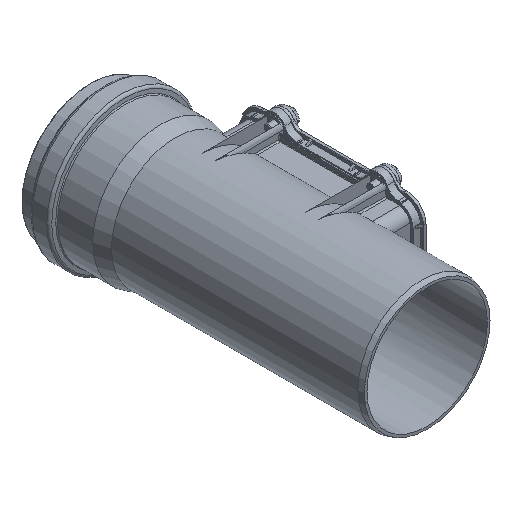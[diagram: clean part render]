
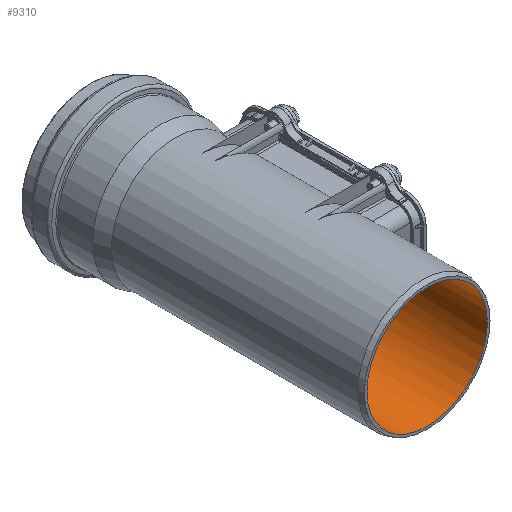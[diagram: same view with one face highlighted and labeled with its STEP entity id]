
A CAD part, isometric view. The second image highlights one B-rep face of the part: STEP entity #9310.
In plain terms, the highlighted cylindrical face has radius 93.95 mm (diameter 187.9 mm), a full revolution.
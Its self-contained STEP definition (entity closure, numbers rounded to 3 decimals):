
#159=FACE_BOUND('',#3259,.T.);
#160=FACE_BOUND('',#3260,.T.);
#554=B_SPLINE_CURVE_WITH_KNOTS('',3,(#14242,#14243,#14244,#14245,#14246,
#14247,#14248,#14249,#14250,#14251,#14252,#14253),.UNSPECIFIED.,.F.,.F.,
(4,2,2,2,2,4),(0.,0.209,0.418,0.837,
1.453,2.069),.UNSPECIFIED.);
#555=B_SPLINE_CURVE_WITH_KNOTS('',3,(#14265,#14266,#14267,#14268,#14269,
#14270,#14271,#14272,#14273,#14274,#14275,#14276),.UNSPECIFIED.,.F.,.F.,
(4,2,2,2,2,4),(-2.069,-1.453,-0.837,-0.418,
-0.209,0.),.UNSPECIFIED.);
#556=B_SPLINE_CURVE_WITH_KNOTS('',3,(#14280,#14281,#14282,#14283,#14284,
#14285,#14286,#14287,#14288,#14289,#14290,#14291),.UNSPECIFIED.,.F.,.F.,
(4,2,2,2,2,4),(1.899,2.515,3.131,3.549,
3.759,3.968),.UNSPECIFIED.);
#557=B_SPLINE_CURVE_WITH_KNOTS('',3,(#14301,#14302,#14303,#14304,#14305,
#14306,#14307,#14308,#14309,#14310,#14311,#14312),.UNSPECIFIED.,.F.,.F.,
(4,2,2,2,2,4),(3.968,4.177,4.386,4.804,
5.42,6.036),.UNSPECIFIED.);
#814=LINE('',#14257,#1722);
#820=LINE('',#14299,#1728);
#1722=VECTOR('',#11280,228.1);
#1728=VECTOR('',#11300,228.1);
#2499=CYLINDRICAL_SURFACE('',#9978,93.95);
#2705=FACE_OUTER_BOUND('',#3258,.T.);
#3258=EDGE_LOOP('',(#7068));
#3259=EDGE_LOOP('',(#7069,#7070,#7071,#7072,#7073,#7074,#7075,#7076));
#3260=EDGE_LOOP('',(#7077));
#3843=CIRCLE('',#9960,93.95);
#3844=CIRCLE('',#9964,93.95);
#3846=CIRCLE('',#9977,93.95);
#3847=CIRCLE('',#9979,93.95);
#4286=VERTEX_POINT('',#14238);
#4287=VERTEX_POINT('',#14240);
#4288=VERTEX_POINT('',#14255);
#4289=VERTEX_POINT('',#14259);
#4290=VERTEX_POINT('',#14263);
#4291=VERTEX_POINT('',#14278);
#4292=VERTEX_POINT('',#14293);
#4293=VERTEX_POINT('',#14297);
#4295=VERTEX_POINT('',#14329);
#4296=VERTEX_POINT('',#14332);
#5318=EDGE_CURVE('',#4286,#4287,#554,.T.);
#5320=EDGE_CURVE('',#4288,#4286,#814,.T.);
#5322=EDGE_CURVE('',#4287,#4289,#3843,.T.);
#5324=EDGE_CURVE('',#4290,#4288,#555,.T.);
#5326=EDGE_CURVE('',#4289,#4291,#556,.T.);
#5328=EDGE_CURVE('',#4292,#4290,#3844,.T.);
#5330=EDGE_CURVE('',#4291,#4293,#820,.T.);
#5331=EDGE_CURVE('',#4293,#4292,#557,.T.);
#5338=EDGE_CURVE('',#4295,#4295,#3846,.T.);
#5339=EDGE_CURVE('',#4296,#4296,#3847,.T.);
#7068=ORIENTED_EDGE('',*,*,#5338,.T.);
#7069=ORIENTED_EDGE('',*,*,#5318,.T.);
#7070=ORIENTED_EDGE('',*,*,#5322,.T.);
#7071=ORIENTED_EDGE('',*,*,#5326,.T.);
#7072=ORIENTED_EDGE('',*,*,#5330,.T.);
#7073=ORIENTED_EDGE('',*,*,#5331,.T.);
#7074=ORIENTED_EDGE('',*,*,#5328,.T.);
#7075=ORIENTED_EDGE('',*,*,#5324,.T.);
#7076=ORIENTED_EDGE('',*,*,#5320,.T.);
#7077=ORIENTED_EDGE('',*,*,#5339,.F.);
#9310=ADVANCED_FACE('',(#2705,#159,#160),#2499,.F.);
#9960=AXIS2_PLACEMENT_3D('',#14261,#11284,#11285);
#9964=AXIS2_PLACEMENT_3D('',#14295,#11295,#11296);
#9977=AXIS2_PLACEMENT_3D('',#14330,#11328,#11329);
#9978=AXIS2_PLACEMENT_3D('',#14331,#11330,#11331);
#9979=AXIS2_PLACEMENT_3D('',#14333,#11332,#11333);
#11280=DIRECTION('',(0.,1.,0.));
#11284=DIRECTION('center_axis',(0.,-1.,0.));
#11285=DIRECTION('ref_axis',(1.,0.,0.));
#11295=DIRECTION('center_axis',(0.,1.,0.));
#11296=DIRECTION('ref_axis',(1.,0.,0.));
#11300=DIRECTION('',(0.,-1.,0.));
#11328=DIRECTION('center_axis',(0.,-1.,0.));
#11329=DIRECTION('ref_axis',(1.,0.,0.));
#11330=DIRECTION('center_axis',(0.,-1.,0.));
#11331=DIRECTION('ref_axis',(1.,0.,0.));
#11332=DIRECTION('center_axis',(0.,-1.,0.));
#11333=DIRECTION('ref_axis',(1.,0.,0.));
#14238=CARTESIAN_POINT('',(56.583,374.15,-75.));
#14240=CARTESIAN_POINT('',(68.733,385.1,-64.05));
#14242=CARTESIAN_POINT('Ctrl Pts',(56.583,374.15,-75.));
#14243=CARTESIAN_POINT('Ctrl Pts',(56.583,374.847,-75.));
#14244=CARTESIAN_POINT('Ctrl Pts',(56.672,375.544,-74.933));
#14245=CARTESIAN_POINT('Ctrl Pts',(57.014,376.894,-74.673));
#14246=CARTESIAN_POINT('Ctrl Pts',(57.266,377.546,-74.481));
#14247=CARTESIAN_POINT('Ctrl Pts',(58.196,379.381,-73.759));
#14248=CARTESIAN_POINT('Ctrl Pts',(59.055,380.443,-73.078));
#14249=CARTESIAN_POINT('Ctrl Pts',(61.186,382.502,-71.314));
#14250=CARTESIAN_POINT('Ctrl Pts',(62.696,383.476,-70.002));
#14251=CARTESIAN_POINT('Ctrl Pts',(65.77,384.778,-67.122));
#14252=CARTESIAN_POINT('Ctrl Pts',(67.333,385.1,-65.552));
#14253=CARTESIAN_POINT('Ctrl Pts',(68.733,385.1,-64.05));
#14255=CARTESIAN_POINT('',(56.583,146.05,-75.));
#14257=CARTESIAN_POINT('',(56.583,196.311,-75.));
#14259=CARTESIAN_POINT('',(68.733,385.1,64.05));
#14261=CARTESIAN_POINT('Origin',(0.,385.1,0.));
#14263=CARTESIAN_POINT('',(68.733,135.1,-64.05));
#14265=CARTESIAN_POINT('Ctrl Pts',(68.733,135.1,-64.05));
#14266=CARTESIAN_POINT('Ctrl Pts',(67.333,135.1,-65.552));
#14267=CARTESIAN_POINT('Ctrl Pts',(65.77,135.422,-67.122));
#14268=CARTESIAN_POINT('Ctrl Pts',(62.696,136.724,-70.002));
#14269=CARTESIAN_POINT('Ctrl Pts',(61.186,137.698,-71.314));
#14270=CARTESIAN_POINT('Ctrl Pts',(59.055,139.757,-73.078));
#14271=CARTESIAN_POINT('Ctrl Pts',(58.196,140.819,-73.759));
#14272=CARTESIAN_POINT('Ctrl Pts',(57.266,142.654,-74.481));
#14273=CARTESIAN_POINT('Ctrl Pts',(57.014,143.306,-74.673));
#14274=CARTESIAN_POINT('Ctrl Pts',(56.672,144.656,-74.933));
#14275=CARTESIAN_POINT('Ctrl Pts',(56.583,145.353,-75.));
#14276=CARTESIAN_POINT('Ctrl Pts',(56.583,146.05,-75.));
#14278=CARTESIAN_POINT('',(56.583,374.15,75.));
#14280=CARTESIAN_POINT('Ctrl Pts',(68.733,385.1,64.05));
#14281=CARTESIAN_POINT('Ctrl Pts',(67.333,385.1,65.552));
#14282=CARTESIAN_POINT('Ctrl Pts',(65.77,384.778,67.122));
#14283=CARTESIAN_POINT('Ctrl Pts',(62.696,383.476,70.002));
#14284=CARTESIAN_POINT('Ctrl Pts',(61.186,382.502,71.314));
#14285=CARTESIAN_POINT('Ctrl Pts',(59.055,380.443,73.078));
#14286=CARTESIAN_POINT('Ctrl Pts',(58.196,379.381,73.759));
#14287=CARTESIAN_POINT('Ctrl Pts',(57.266,377.546,74.481));
#14288=CARTESIAN_POINT('Ctrl Pts',(57.014,376.894,74.673));
#14289=CARTESIAN_POINT('Ctrl Pts',(56.672,375.544,74.933));
#14290=CARTESIAN_POINT('Ctrl Pts',(56.583,374.847,75.));
#14291=CARTESIAN_POINT('Ctrl Pts',(56.583,374.15,75.));
#14293=CARTESIAN_POINT('',(68.733,135.1,64.05));
#14295=CARTESIAN_POINT('Origin',(0.,135.1,0.));
#14297=CARTESIAN_POINT('',(56.583,146.05,75.));
#14299=CARTESIAN_POINT('',(56.583,196.311,75.));
#14301=CARTESIAN_POINT('Ctrl Pts',(56.583,146.05,75.));
#14302=CARTESIAN_POINT('Ctrl Pts',(56.583,145.353,75.));
#14303=CARTESIAN_POINT('Ctrl Pts',(56.672,144.656,74.933));
#14304=CARTESIAN_POINT('Ctrl Pts',(57.014,143.306,74.673));
#14305=CARTESIAN_POINT('Ctrl Pts',(57.266,142.654,74.481));
#14306=CARTESIAN_POINT('Ctrl Pts',(58.196,140.819,73.759));
#14307=CARTESIAN_POINT('Ctrl Pts',(59.055,139.757,73.078));
#14308=CARTESIAN_POINT('Ctrl Pts',(61.186,137.698,71.314));
#14309=CARTESIAN_POINT('Ctrl Pts',(62.696,136.724,70.002));
#14310=CARTESIAN_POINT('Ctrl Pts',(65.77,135.422,67.122));
#14311=CARTESIAN_POINT('Ctrl Pts',(67.333,135.1,65.552));
#14312=CARTESIAN_POINT('Ctrl Pts',(68.733,135.1,64.05));
#14329=CARTESIAN_POINT('',(93.95,0.,0.));
#14330=CARTESIAN_POINT('Origin',(0.,0.,0.));
#14331=CARTESIAN_POINT('Origin',(0.,196.311,0.));
#14332=CARTESIAN_POINT('',(93.95,392.622,0.));
#14333=CARTESIAN_POINT('Origin',(0.,392.622,0.));
